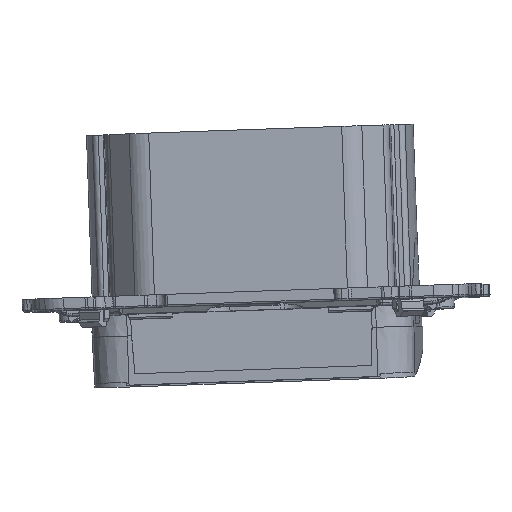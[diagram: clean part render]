
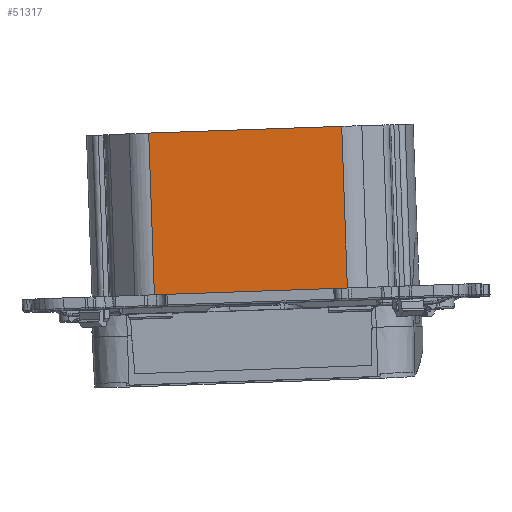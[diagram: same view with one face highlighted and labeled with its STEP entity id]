
A CAD part, top view. The second image highlights one B-rep face of the part: STEP entity #51317.
In plain terms, the highlighted face is planar.
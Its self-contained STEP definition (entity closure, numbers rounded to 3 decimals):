
#156 = VECTOR ( 'NONE', #24706, 1000. ) ;
#977 = VECTOR ( 'NONE', #58034, 1000. ) ;
#1000 = DIRECTION ( 'NONE',  ( -0.999, 0., -0.035 ) ) ;
#1307 = DIRECTION ( 'NONE',  ( 0.999, 0., 0.035 ) ) ;
#1700 = CARTESIAN_POINT ( 'NONE',  ( -10.993, -23.65, -0.384 ) ) ;
#1759 = CARTESIAN_POINT ( 'NONE',  ( 15.498, -23.65, 0.541 ) ) ;
#2970 = LINE ( 'NONE', #57238, #156 ) ;
#3132 = LINE ( 'NONE', #55369, #60020 ) ;
#6485 = CARTESIAN_POINT ( 'NONE',  ( 12.125, -23.65, 97.141 ) ) ;
#7579 = VERTEX_POINT ( 'NONE', #13852 ) ;
#7916 = CARTESIAN_POINT ( 'NONE',  ( 10.993, -23.65, 0.384 ) ) ;
#9590 = VECTOR ( 'NONE', #66224, 1000. ) ;
#10554 = ORIENTED_EDGE ( 'NONE', *, *, #68062, .F. ) ;
#10582 = ORIENTED_EDGE ( 'NONE', *, *, #11971, .T. ) ;
#11971 = EDGE_CURVE ( 'NONE', #49221, #16305, #56849, .T. ) ;
#12854 = ORIENTED_EDGE ( 'NONE', *, *, #20318, .T. ) ;
#13119 = EDGE_CURVE ( 'NONE', #7579, #16305, #18919, .T. ) ;
#13137 = VERTEX_POINT ( 'NONE', #63733 ) ;
#13852 = CARTESIAN_POINT ( 'NONE',  ( 15.498, -23.65, 0.541 ) ) ;
#16305 = VERTEX_POINT ( 'NONE', #7916 ) ;
#16551 = VECTOR ( 'NONE', #40817, 1000. ) ;
#18919 = LINE ( 'NONE', #1759, #9590 ) ;
#19410 = EDGE_LOOP ( 'NONE', ( #10554, #41454, #21557, #12854, #67853, #10582, #51714, #39028 ) ) ;
#20318 = EDGE_CURVE ( 'NONE', #62950, #34924, #63318, .T. ) ;
#21123 = EDGE_CURVE ( 'NONE', #62950, #56284, #60560, .T. ) ;
#21557 = ORIENTED_EDGE ( 'NONE', *, *, #21123, .F. ) ;
#24519 = DIRECTION ( 'NONE',  ( 0.999, 0., 0.035 ) ) ;
#24706 = DIRECTION ( 'NONE',  ( -0.999, 0., -0.035 ) ) ;
#27271 = DIRECTION ( 'NONE',  ( 0., 1., 0. ) ) ;
#27609 = CARTESIAN_POINT ( 'NONE',  ( -10.993, -23.65, -0.384 ) ) ;
#30115 = EDGE_CURVE ( 'NONE', #56530, #56284, #56871, .T. ) ;
#34194 = DIRECTION ( 'NONE',  ( 0.035, 0., -0.999 ) ) ;
#34924 = VERTEX_POINT ( 'NONE', #49589 ) ;
#36725 = CARTESIAN_POINT ( 'NONE',  ( -10.993, -23.65, -0.384 ) ) ;
#38536 = PLANE ( 'NONE',  #39928 ) ;
#39028 = ORIENTED_EDGE ( 'NONE', *, *, #56715, .F. ) ;
#39928 = AXIS2_PLACEMENT_3D ( 'NONE', #59493, #27271, #1307 ) ;
#40553 = CARTESIAN_POINT ( 'NONE',  ( -16.405, -23.65, 25.443 ) ) ;
#40817 = DIRECTION ( 'NONE',  ( 0.035, 0., -0.999 ) ) ;
#41310 = VECTOR ( 'NONE', #34194, 1000. ) ;
#41454 = ORIENTED_EDGE ( 'NONE', *, *, #30115, .T. ) ;
#45372 = CARTESIAN_POINT ( 'NONE',  ( 5.996, -23.65, 0.209 ) ) ;
#46412 = CARTESIAN_POINT ( 'NONE',  ( -18.871, -23.65, 96.058 ) ) ;
#47629 = EDGE_CURVE ( 'NONE', #49221, #34924, #2970, .T. ) ;
#49221 = VERTEX_POINT ( 'NONE', #54434 ) ;
#49589 = CARTESIAN_POINT ( 'NONE',  ( -5.996, -23.65, -0.209 ) ) ;
#50230 = DIRECTION ( 'NONE',  ( 0.999, 0., 0.035 ) ) ;
#51317 = ADVANCED_FACE ( 'NONE', ( #63705 ), #38536, .F. ) ;
#51714 = ORIENTED_EDGE ( 'NONE', *, *, #13119, .F. ) ;
#54434 = CARTESIAN_POINT ( 'NONE',  ( 5.996, -23.65, 0.209 ) ) ;
#55369 = CARTESIAN_POINT ( 'NONE',  ( -16.405, -23.65, 25.443 ) ) ;
#56284 = VERTEX_POINT ( 'NONE', #60581 ) ;
#56530 = VERTEX_POINT ( 'NONE', #40553 ) ;
#56715 = EDGE_CURVE ( 'NONE', #13137, #7579, #66031, .T. ) ;
#56849 = LINE ( 'NONE', #45372, #64191 ) ;
#56871 = LINE ( 'NONE', #46412, #16551 ) ;
#57238 = CARTESIAN_POINT ( 'NONE',  ( 5.996, -23.65, 0.209 ) ) ;
#58034 = DIRECTION ( 'NONE',  ( 0.999, 0., 0.035 ) ) ;
#59365 = VECTOR ( 'NONE', #1000, 1000. ) ;
#59493 = CARTESIAN_POINT ( 'NONE',  ( -18.871, -23.65, 96.058 ) ) ;
#60020 = VECTOR ( 'NONE', #24519, 1000. ) ;
#60560 = LINE ( 'NONE', #1700, #59365 ) ;
#60581 = CARTESIAN_POINT ( 'NONE',  ( -15.498, -23.65, -0.541 ) ) ;
#62950 = VERTEX_POINT ( 'NONE', #27609 ) ;
#63318 = LINE ( 'NONE', #36725, #977 ) ;
#63705 = FACE_OUTER_BOUND ( 'NONE', #19410, .T. ) ;
#63733 = CARTESIAN_POINT ( 'NONE',  ( 14.591, -23.65, 26.525 ) ) ;
#64191 = VECTOR ( 'NONE', #50230, 1000. ) ;
#66031 = LINE ( 'NONE', #6485, #41310 ) ;
#66224 = DIRECTION ( 'NONE',  ( -0.999, 0., -0.035 ) ) ;
#67853 = ORIENTED_EDGE ( 'NONE', *, *, #47629, .F. ) ;
#68062 = EDGE_CURVE ( 'NONE', #56530, #13137, #3132, .T. ) ;
